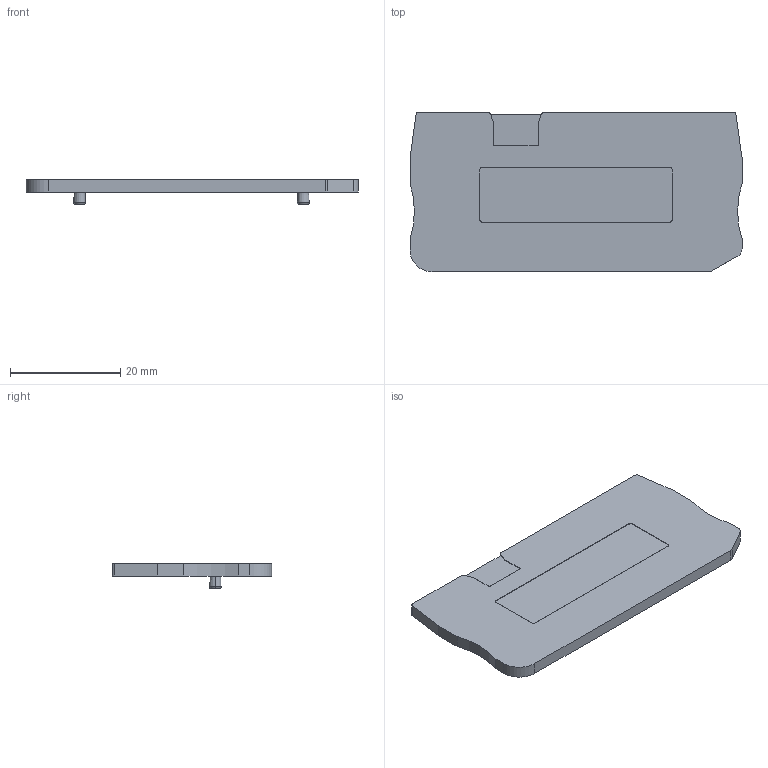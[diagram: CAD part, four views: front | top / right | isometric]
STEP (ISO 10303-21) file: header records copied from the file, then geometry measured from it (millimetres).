
FILE_DESCRIPTION((''),'2;1');
FILE_NAME('8YB750274_','2021-03-04T',('Administrator'),(''),'PRO/ENGINEER BY PARAMETRIC TECHNOLOGY CORPORATION, 2013230','PRO/ENGINEER BY PARAMETRIC TECHNOLOGY CORPORATION, 2013230','');
FILE_SCHEMA(('CONFIG_CONTROL_DESIGN'));
Length unit declared in the file: millimetre
Products named in the file (1): 8YB750274_
Bounding box: 60.3 x 29 x 4.4 mm (x, y, z)
Volume: 3724.6 mm3; surface area: 3850.7 mm2
Topology: 1 solids, 1 shells, 56 faces, 145 edges, 94 vertices
Faces by surface type: plane 35, cylinder 13, cone 4, torus 4
Entity records: 1779 total; most frequent: DIRECTION 299, CARTESIAN_POINT 295, ORIENTED_EDGE 290, EDGE_CURVE 145, VECTOR 103, LINE 103, AXIS2_PLACEMENT_3D 98, VERTEX_POINT 94
